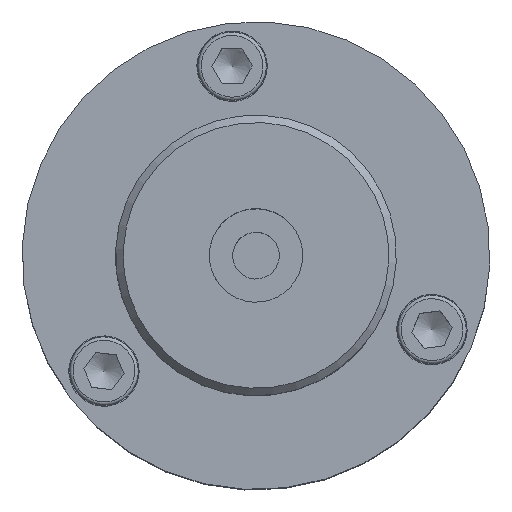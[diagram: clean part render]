
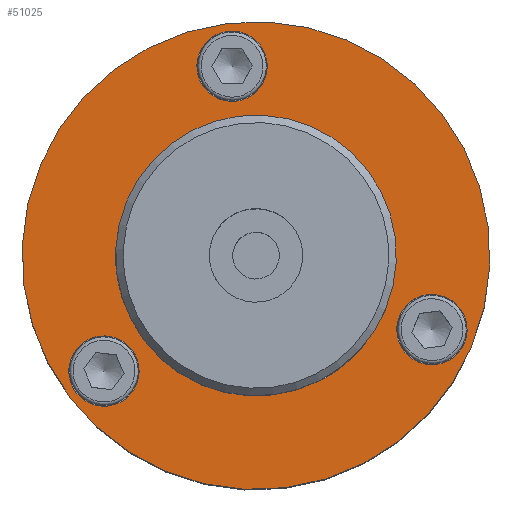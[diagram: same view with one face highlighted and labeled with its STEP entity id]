
A CAD part, top view. The second image highlights one B-rep face of the part: STEP entity #51025.
In plain terms, the highlighted face is planar.
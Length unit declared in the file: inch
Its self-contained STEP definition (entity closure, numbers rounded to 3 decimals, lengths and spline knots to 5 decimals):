
#50637=CARTESIAN_POINT('',(-0.375,0.,0.35));
#50638=VERTEX_POINT('',#50637);
#50639=CARTESIAN_POINT('',(0.,0.,0.35));
#50640=DIRECTION('',(0.0,0.0,-1.0));
#50641=DIRECTION('',(1.0,0.0,0.0));
#50642=AXIS2_PLACEMENT_3D('',#50639,#50640,#50641);
#50643=CIRCLE('',#50642,0.375);
#50644=EDGE_CURVE('',#50638,#50638,#50643,.T.);
#50711=CARTESIAN_POINT('',(-0.39467,-0.33641,0.35));
#50712=VERTEX_POINT('',#50711);
#50713=CARTESIAN_POINT('',(-0.44167,-0.255,0.35));
#50714=DIRECTION('',(0.,0.,1.0));
#50715=DIRECTION('',(0.5,-0.866,0.));
#50716=AXIS2_PLACEMENT_3D('',#50713,#50714,#50715);
#50717=CIRCLE('',#50716,0.094);
#50718=EDGE_CURVE('',#50712,#50712,#50717,.T.);
#50779=CARTESIAN_POINT('',(0.48867,-0.17359,0.35));
#50780=VERTEX_POINT('',#50779);
#50781=CARTESIAN_POINT('',(0.44167,-0.255,0.35));
#50782=DIRECTION('',(0.,0.,1.0));
#50783=DIRECTION('',(0.5,0.866,0.));
#50784=AXIS2_PLACEMENT_3D('',#50781,#50782,#50783);
#50785=CIRCLE('',#50784,0.094);
#50786=EDGE_CURVE('',#50780,#50780,#50785,.T.);
#50847=CARTESIAN_POINT('',(-0.094,0.51,0.35));
#50848=VERTEX_POINT('',#50847);
#50849=CARTESIAN_POINT('',(0.,0.51,0.35));
#50850=DIRECTION('',(0.0,0.0,1.0));
#50851=DIRECTION('',(-1.0,0.0,0.0));
#50852=AXIS2_PLACEMENT_3D('',#50849,#50850,#50851);
#50853=CIRCLE('',#50852,0.094);
#50854=EDGE_CURVE('',#50848,#50848,#50853,.T.);
#50915=CARTESIAN_POINT('',(-0.625,0.,0.35));
#50916=VERTEX_POINT('',#50915);
#50917=CARTESIAN_POINT('',(0.,0.,0.35));
#50918=DIRECTION('',(0.0,0.0,1.0));
#50919=DIRECTION('',(-1.0,0.0,0.0));
#50920=AXIS2_PLACEMENT_3D('',#50917,#50918,#50919);
#50921=CIRCLE('',#50920,0.625);
#50922=EDGE_CURVE('',#50916,#50916,#50921,.T.);
#51005=CARTESIAN_POINT('',(0.,0.,0.35));
#51006=DIRECTION('',(0.0,0.0,1.0));
#51007=DIRECTION('',(1.0,0.0,0.0));
#51008=AXIS2_PLACEMENT_3D('',#51005,#51006,#51007);
#51009=PLANE('',#51008);
#51010=ORIENTED_EDGE('',*,*,#50922,.F.);
#51011=EDGE_LOOP('',(#51010));
#51012=FACE_OUTER_BOUND('',#51011,.T.);
#51013=ORIENTED_EDGE('',*,*,#50718,.T.);
#51014=EDGE_LOOP('',(#51013));
#51015=FACE_BOUND('',#51014,.T.);
#51016=ORIENTED_EDGE('',*,*,#50786,.T.);
#51017=EDGE_LOOP('',(#51016));
#51018=FACE_BOUND('',#51017,.T.);
#51019=ORIENTED_EDGE('',*,*,#50854,.T.);
#51020=EDGE_LOOP('',(#51019));
#51021=FACE_BOUND('',#51020,.T.);
#51022=ORIENTED_EDGE('',*,*,#50644,.F.);
#51023=EDGE_LOOP('',(#51022));
#51024=FACE_BOUND('',#51023,.T.);
#51025=ADVANCED_FACE('',(#51012,#51015,#51018,#51021,#51024),#51009,.F.);
